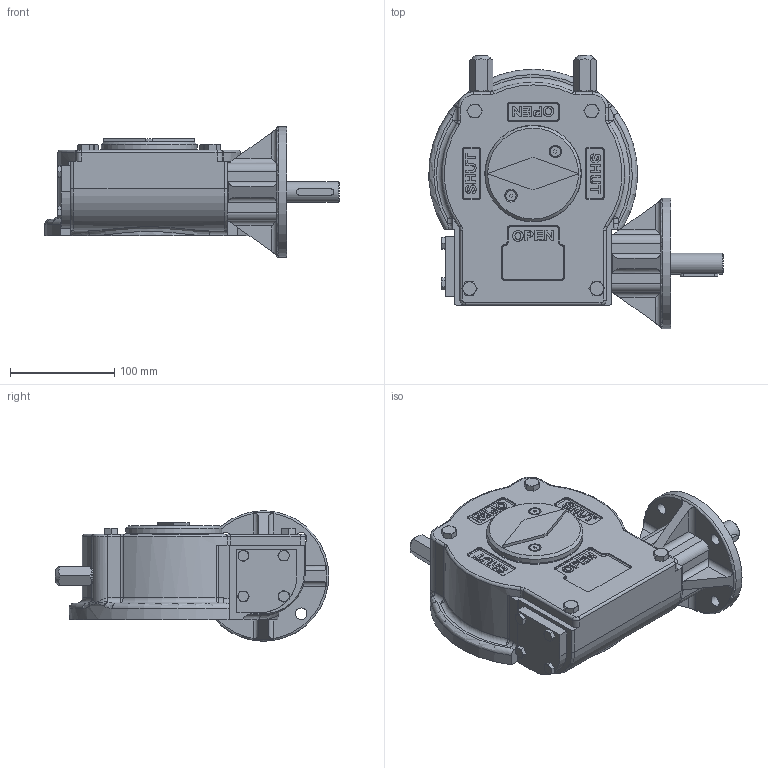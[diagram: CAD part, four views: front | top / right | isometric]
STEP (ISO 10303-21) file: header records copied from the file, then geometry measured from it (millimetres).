
FILE_DESCRIPTION( ( 'Unknown' ), '1' );
FILE_NAME( 'E880G LH.stp', 'Unknown', ( 'Unknown' ), ( 'Unknown' ), 'PSStep 15.0.49', 'Unknown', ' ' );
FILE_SCHEMA( ( 'AUTOMOTIVE_DESIGN { 1 0 10303 214 1 1 1 1 }' ) );
Length unit declared in the file: millimetre
Products named in the file (1): 10CZ10M050M00
Bounding box: 281.89 x 262 x 125 mm (x, y, z)
Volume: 2194130.1 mm3; surface area: 335409.9 mm2
Topology: 1 solids, 26 shells, 1231 faces, 3028 edges, 1887 vertices
Faces by surface type: plane 479, cylinder 311, cone 173, torus 131, bspline 77, extrusion 30, sphere 30
Full cylindrical faces by diameter (mm): 3 x1, 4.134 x2, 5 x2, 5.6 x2, 6 x10, 6.647 x4, 7 x8, 8 x6, 9 x4, 9.78 x2, 10 x4, 10.106 x8, 10.2 x2, 11 x4, 12 x8, 12.5 x2, 16 x3, 17.294 x8, 20 x2, 21 x1, 23 x2, 24 x3, 26 x3, 70 x1, 72.15 x2, 74 x2, 75 x4, 81 x1, 86 x1, 86.6 x1
Entity records: 56888 total; most frequent: CARTESIAN_POINT 20690, ORIENTED_EDGE 5424, DIRECTION 5132, EDGE_CURVE 2712, AXIS2_PLACEMENT_3D 2133, VERTEX_POINT 1806, EDGE_LOOP 1521, FACE_OUTER_BOUND 1353
